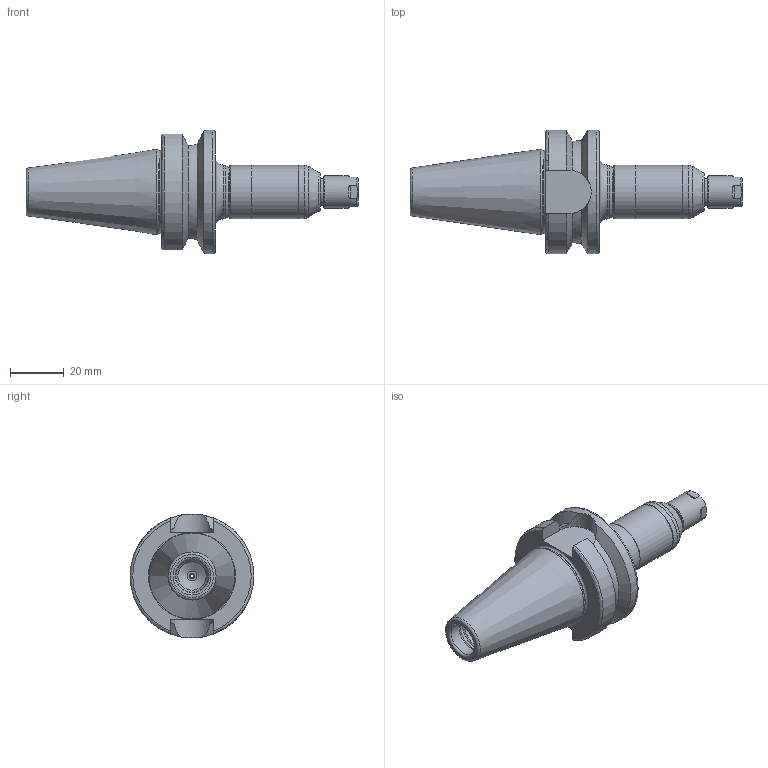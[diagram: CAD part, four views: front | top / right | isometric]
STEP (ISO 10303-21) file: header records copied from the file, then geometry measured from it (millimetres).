
FILE_DESCRIPTION((''),'2;1');
FILE_NAME('245000108075 BT30-SMH8-75-3D.stp','2023-03-29T14:14:21',('nttooll'),(''),'Autodesk Inventor 2012','Autodesk Inventor 2012','');
FILE_SCHEMA(('AUTOMOTIVE_DESIGN { 1 0 10303 214 1 1 1 1 }'));
Length unit declared in the file: millimetre
Products named in the file (1): 245000108075 BT30-SMH8-75-3D
Bounding box: 123.4 x 46 x 46 mm (x, y, z)
Volume: 58182.6 mm3; surface area: 16286.2 mm2
Topology: 1 solids, 1 shells, 96 faces, 206 edges, 126 vertices
Faces by surface type: cylinder 35, plane 26, cone 26, torus 9
Full cylindrical faces by diameter (mm): 1.5 x1, 2.6 x1, 3 x1, 3.5 x1, 3.7 x1, 5.25 x1, 5.4 x1, 6 x1, 7.2 x1, 9 x1, 10 x2, 10.5 x1, 10.6 x1, 12 x2, 12.5 x1, 12.9 x1, 18 x1, 19.8 x1, 20 x3, 30.8 x1, 46 x1
Entity records: 2462 total; most frequent: CARTESIAN_POINT 583, DIRECTION 396, ORIENTED_EDGE 300, AXIS2_PLACEMENT_3D 183, EDGE_LOOP 166, EDGE_CURVE 150, VERTEX_POINT 124, FACE_OUTER_BOUND 96
